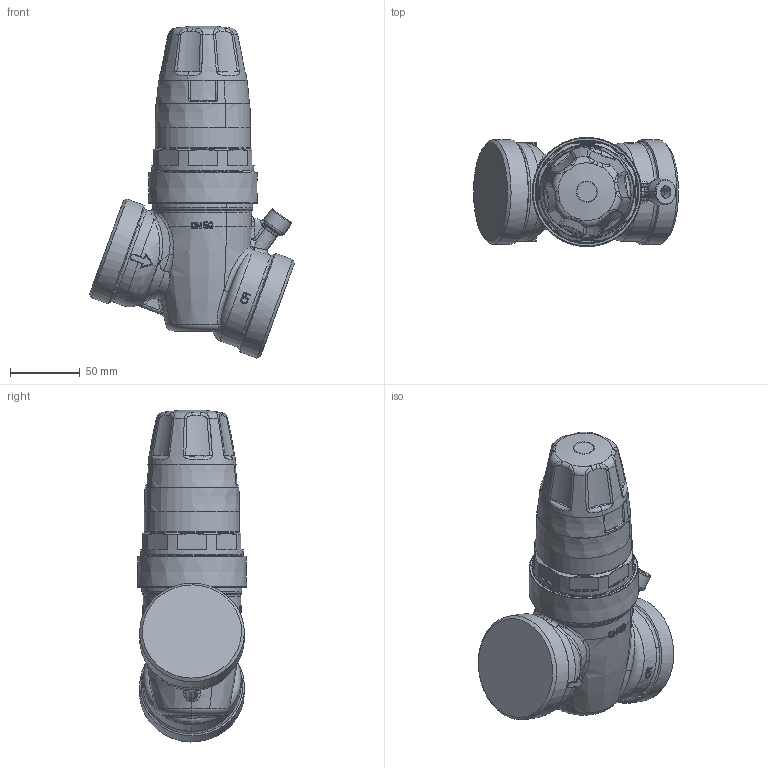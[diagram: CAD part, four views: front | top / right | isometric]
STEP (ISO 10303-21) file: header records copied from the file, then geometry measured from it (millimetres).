
FILE_DESCRIPTION(/* description */ ('CATIA V5 STEP Exchange'),/* implementation_level */ '2;1');
FILE_NAME(/* name */ '535890HA.stp',/* time_stamp */ '2025-08-19T11:39:19-05:00',/* author */ ('ischreiner'),/* organization */ ('none'),/* preprocessor_version */ 'ST-DEVELOPER v20',/* originating_system */ 'Autodesk Inventor 2025',/* authorisation */ 'none');
FILE_SCHEMA (('AUTOMOTIVE_DESIGN { 1 0 10303 214 3 1 1 }'));
Products named in the file (1): 535890HA - TST
Bounding box: 146.4 x 77.97 x 237.2 mm (x, y, z)
Volume: 1014180 mm3; surface area: 78985.9 mm2
Topology: 1 solids, 18 shells, 922 faces, 2338 edges, 1461 vertices
Faces by surface type: bspline 453, cylinder 160, plane 126, torus 89, cone 71, sphere 23
Full cylindrical faces by diameter (mm): 7.95 x1, 13 x1, 14 x1, 68 x1, 73 x1, 74.9 x2
Entity records: 71182 total; most frequent: CARTESIAN_POINT 51687, ORIENTED_EDGE 4660, DIRECTION 2788, EDGE_CURVE 2330, VERTEX_POINT 1462, AXIS2_PLACEMENT_3D 1184, B_SPLINE_CURVE_WITH_KNOTS 1182, EDGE_LOOP 940
